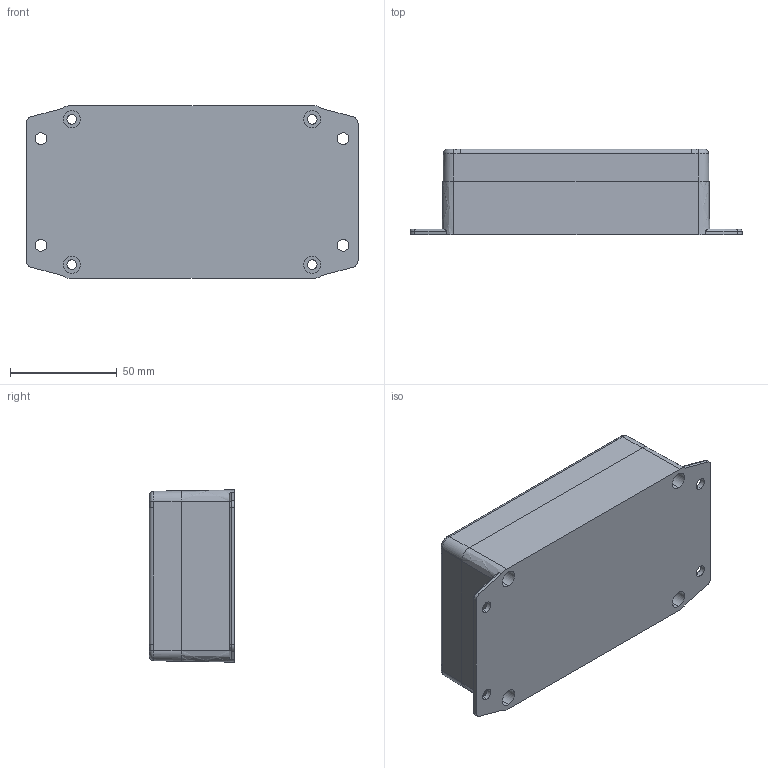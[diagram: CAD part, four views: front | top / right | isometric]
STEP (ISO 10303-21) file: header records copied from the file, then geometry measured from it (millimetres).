
FILE_DESCRIPTION (( 'STEP AP214' ), '1' );
FILE_NAME ('G107MF-IP67.STEP', '2019-04-03T03:21:27', ( '' ), ( '' ), 'SwSTEP 2.0', 'SolidWorks 2014', '' );
FILE_SCHEMA (( 'AUTOMOTIVE_DESIGN' ));
Length unit declared in the file: millimetre
Products named in the file (4): G107-上蓋-GASKET; G107-上蓋; G107-BASE; G107MF-IP67
Assembly tree (3 placements, depth 2):
  G107MF-IP67
    G107-BASE
    G107-上蓋
    G107-上蓋-GASKET
Bounding box: 155.37 x 40 x 80.67 mm (x, y, z)
Volume: 121449.9 mm3; surface area: 82886.4 mm2
Topology: 3 solids, 3 shells, 394 faces, 1012 edges, 640 vertices
Faces by surface type: plane 124, cylinder 112, cone 88, bspline 70
Entity records: 18752 total; most frequent: CARTESIAN_POINT 5290, ORIENTED_EDGE 2024, DIRECTION 1950, EDGE_CURVE 1012, AXIS2_PLACEMENT_3D 734, VERTEX_POINT 640, VECTOR 482, LINE 482
